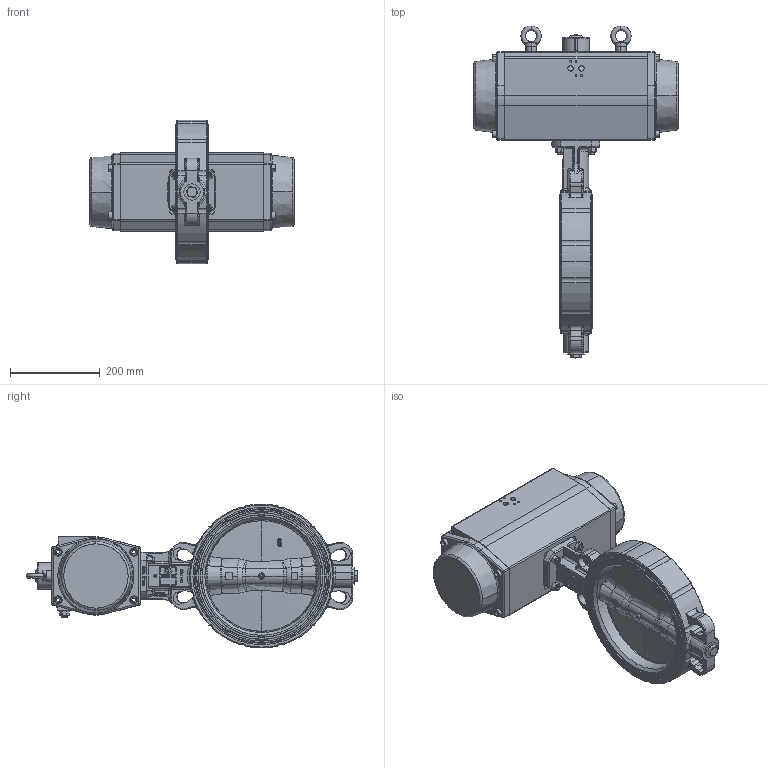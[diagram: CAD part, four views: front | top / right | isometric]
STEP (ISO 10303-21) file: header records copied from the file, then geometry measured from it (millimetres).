
FILE_DESCRIPTION (( 'STEP AP203' ), '1' );
FILE_NAME ('AK01_DN250_pneu.-einfachwirk..STEP', '2022-11-03T14:29:09', ( '' ), ( '' ), 'SwSTEP 2.0', 'SolidWorks 2021', '' );
FILE_SCHEMA (( 'CONFIG_CONTROL_DESIGN' ));
Length unit declared in the file: metre
Products named in the file (1): AK01_DN250_pneu.-einfachwirk.
Bounding box: 454 x 738.28 x 320 mm (x, y, z)
Surface area: 827075.2 mm2 (no closed solid volume)
Topology: 0 solids, 401 shells, 1286 faces, 4946 edges, 3968 vertices
Faces by surface type: plane 353, cylinder 349, torus 258, bspline 170, cone 106, sphere 50
Entity records: 89775 total; most frequent: CARTESIAN_POINT 51372, DIRECTION 7413, ORIENTED_EDGE 6799, EDGE_CURVE 4899, VERTEX_POINT 3965, AXIS2_PLACEMENT_3D 2784, VECTOR 1845, LINE 1845
